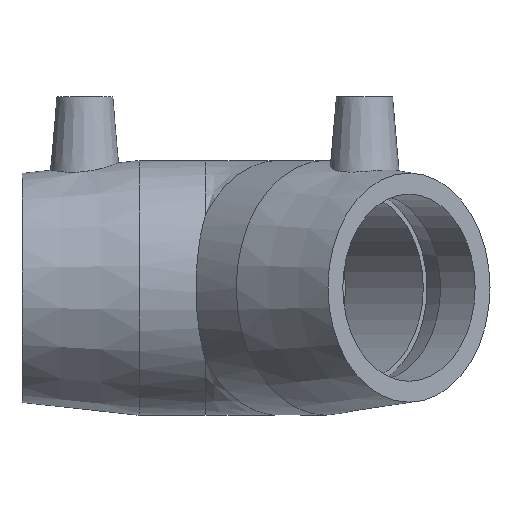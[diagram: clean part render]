
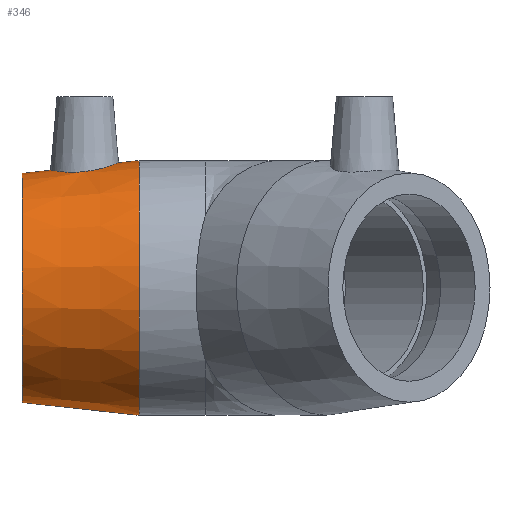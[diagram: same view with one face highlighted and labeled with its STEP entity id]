
A CAD part, top view. The second image highlights one B-rep face of the part: STEP entity #346.
In plain terms, the highlighted conical face has half-angle 6.209 degrees and reference radius 32.3 mm.
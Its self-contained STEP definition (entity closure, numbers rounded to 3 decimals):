
#16=B_SPLINE_CURVE_WITH_KNOTS('',3,(#659,#660,#661,#662,#663,#664,#665,
#666,#667,#668,#669,#670,#671,#672,#673,#674,#675,#676,#677,#678,#679,#680,
#681,#682,#683,#684,#685,#686,#687,#688,#689,#690,#691,#692),
 .UNSPECIFIED.,.T.,.F.,(4,2,2,2,2,2,2,2,2,2,2,2,2,2,2,2,4),(0.,0.338,
0.677,1.018,1.359,1.699,2.04,
2.379,2.717,3.08,3.442,3.797,
4.151,4.506,4.861,5.223,5.586),
 .UNSPECIFIED.);
#22=CONICAL_SURFACE('',#406,32.3,6.209);
#53=FACE_BOUND('',#152,.T.);
#54=FACE_BOUND('',#153,.T.);
#94=FACE_OUTER_BOUND('',#151,.T.);
#151=EDGE_LOOP('',(#302));
#152=EDGE_LOOP('',(#303));
#153=EDGE_LOOP('',(#304));
#177=CIRCLE('',#397,34.);
#181=CIRCLE('',#405,30.6);
#206=VERTEX_POINT('',#658);
#207=VERTEX_POINT('',#694);
#211=VERTEX_POINT('',#706);
#237=EDGE_CURVE('',#206,#206,#16,.T.);
#238=EDGE_CURVE('',#207,#207,#177,.T.);
#242=EDGE_CURVE('',#211,#211,#181,.T.);
#302=ORIENTED_EDGE('',*,*,#238,.F.);
#303=ORIENTED_EDGE('',*,*,#237,.T.);
#304=ORIENTED_EDGE('',*,*,#242,.T.);
#346=ADVANCED_FACE('',(#94,#53,#54),#22,.T.);
#397=AXIS2_PLACEMENT_3D('',#695,#505,#506);
#405=AXIS2_PLACEMENT_3D('',#707,#521,#522);
#406=AXIS2_PLACEMENT_3D('',#708,#523,#524);
#505=DIRECTION('center_axis',(1.,0.,0.));
#506=DIRECTION('ref_axis',(0.,0.,-1.));
#521=DIRECTION('center_axis',(1.,0.,0.));
#522=DIRECTION('ref_axis',(0.,0.,-1.));
#523=DIRECTION('center_axis',(1.,0.,0.));
#524=DIRECTION('ref_axis',(0.,1.,0.));
#658=CARTESIAN_POINT('',(-44.121,31.042,9.239));
#659=CARTESIAN_POINT('Ctrl Pts',(-44.121,31.042,9.239));
#660=CARTESIAN_POINT('Ctrl Pts',(-45.243,30.925,9.204));
#661=CARTESIAN_POINT('Ctrl Pts',(-46.436,30.869,8.944));
#662=CARTESIAN_POINT('Ctrl Pts',(-48.62,30.891,7.966));
#663=CARTESIAN_POINT('Ctrl Pts',(-49.611,30.963,7.248));
#664=CARTESIAN_POINT('Ctrl Pts',(-51.172,31.128,5.617));
#665=CARTESIAN_POINT('Ctrl Pts',(-51.848,31.231,4.589));
#666=CARTESIAN_POINT('Ctrl Pts',(-52.743,31.381,2.349));
#667=CARTESIAN_POINT('Ctrl Pts',(-52.963,31.425,1.136));
#668=CARTESIAN_POINT('Ctrl Pts',(-52.963,31.425,-1.136));
#669=CARTESIAN_POINT('Ctrl Pts',(-52.743,31.381,-2.349));
#670=CARTESIAN_POINT('Ctrl Pts',(-51.848,31.231,-4.589));
#671=CARTESIAN_POINT('Ctrl Pts',(-51.172,31.128,-5.617));
#672=CARTESIAN_POINT('Ctrl Pts',(-49.611,30.963,-7.248));
#673=CARTESIAN_POINT('Ctrl Pts',(-48.62,30.891,-7.966));
#674=CARTESIAN_POINT('Ctrl Pts',(-46.436,30.869,-8.944));
#675=CARTESIAN_POINT('Ctrl Pts',(-45.243,30.925,-9.204));
#676=CARTESIAN_POINT('Ctrl Pts',(-42.92,31.167,-9.276));
#677=CARTESIAN_POINT('Ctrl Pts',(-41.649,31.378,-9.061));
#678=CARTESIAN_POINT('Ctrl Pts',(-39.322,31.894,-8.129));
#679=CARTESIAN_POINT('Ctrl Pts',(-38.265,32.194,-7.412));
#680=CARTESIAN_POINT('Ctrl Pts',(-36.614,32.711,-5.763));
#681=CARTESIAN_POINT('Ctrl Pts',(-35.901,32.965,-4.726));
#682=CARTESIAN_POINT('Ctrl Pts',(-34.949,33.316,-2.435));
#683=CARTESIAN_POINT('Ctrl Pts',(-34.711,33.411,-1.182));
#684=CARTESIAN_POINT('Ctrl Pts',(-34.711,33.411,1.182));
#685=CARTESIAN_POINT('Ctrl Pts',(-34.949,33.316,2.435));
#686=CARTESIAN_POINT('Ctrl Pts',(-35.901,32.965,4.726));
#687=CARTESIAN_POINT('Ctrl Pts',(-36.614,32.711,5.763));
#688=CARTESIAN_POINT('Ctrl Pts',(-38.265,32.194,7.412));
#689=CARTESIAN_POINT('Ctrl Pts',(-39.322,31.894,8.129));
#690=CARTESIAN_POINT('Ctrl Pts',(-41.649,31.378,9.061));
#691=CARTESIAN_POINT('Ctrl Pts',(-42.92,31.167,9.276));
#692=CARTESIAN_POINT('Ctrl Pts',(-44.121,31.042,9.239));
#694=CARTESIAN_POINT('',(-29.298,34.,0.));
#695=CARTESIAN_POINT('Origin',(-29.298,0.,
0.));
#706=CARTESIAN_POINT('',(-60.548,30.6,0.));
#707=CARTESIAN_POINT('Origin',(-60.548,0.,0.));
#708=CARTESIAN_POINT('Origin',(-44.923,0.,
0.));
